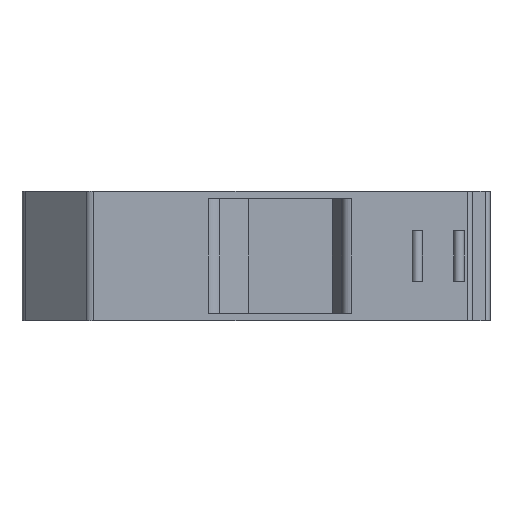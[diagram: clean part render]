
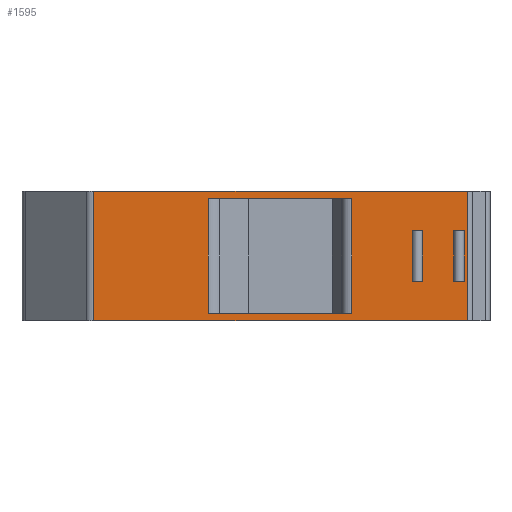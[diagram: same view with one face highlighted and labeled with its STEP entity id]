
A CAD part, left-side view. The second image highlights one B-rep face of the part: STEP entity #1595.
In plain terms, the highlighted planar face has unit normal (-1, 0, 0).
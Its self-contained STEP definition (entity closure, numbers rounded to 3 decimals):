
#28=DIRECTION('',(0.,-1.,0.));
#29=VECTOR('',#28,72.013);
#30=CARTESIAN_POINT('',(-41.609,66.832,-12.5));
#31=LINE('',#30,#29);
#299=DIRECTION('',(0.,0.,1.));
#300=VECTOR('',#299,25.);
#301=CARTESIAN_POINT('',(-41.609,-5.181,-12.5));
#302=LINE('',#301,#300);
#303=DIRECTION('',(0.,0.,1.));
#304=VECTOR('',#303,25.);
#305=CARTESIAN_POINT('',(-41.609,66.832,-12.5));
#306=LINE('',#305,#304);
#307=DIRECTION('',(0.,1.,0.));
#308=VECTOR('',#307,27.611);
#309=CARTESIAN_POINT('',(-41.609,17.141,-11.));
#310=LINE('',#309,#308);
#311=DIRECTION('',(0.,0.,1.));
#312=VECTOR('',#311,22.);
#313=CARTESIAN_POINT('',(-41.609,17.141,-11.));
#314=LINE('',#313,#312);
#315=DIRECTION('',(0.,1.,0.));
#316=VECTOR('',#315,27.611);
#317=CARTESIAN_POINT('',(-41.609,17.141,11.));
#318=LINE('',#317,#316);
#319=DIRECTION('',(0.,0.,1.));
#320=VECTOR('',#319,22.);
#321=CARTESIAN_POINT('',(-41.609,44.752,-11.));
#322=LINE('',#321,#320);
#323=DIRECTION('',(0.,1.,0.));
#324=VECTOR('',#323,2.);
#325=CARTESIAN_POINT('',(-41.609,-4.5,-4.9));
#326=LINE('',#325,#324);
#327=DIRECTION('',(0.,0.,1.));
#328=VECTOR('',#327,9.8);
#329=CARTESIAN_POINT('',(-41.609,-4.5,-4.9));
#330=LINE('',#329,#328);
#331=DIRECTION('',(0.,1.,0.));
#332=VECTOR('',#331,2.);
#333=CARTESIAN_POINT('',(-41.609,-4.5,4.9));
#334=LINE('',#333,#332);
#335=DIRECTION('',(0.,0.,1.));
#336=VECTOR('',#335,9.8);
#337=CARTESIAN_POINT('',(-41.609,-2.5,-4.9));
#338=LINE('',#337,#336);
#339=DIRECTION('',(0.,1.,0.));
#340=VECTOR('',#339,2.);
#341=CARTESIAN_POINT('',(-41.609,3.5,-4.9));
#342=LINE('',#341,#340);
#343=DIRECTION('',(0.,0.,1.));
#344=VECTOR('',#343,9.8);
#345=CARTESIAN_POINT('',(-41.609,3.5,-4.9));
#346=LINE('',#345,#344);
#347=DIRECTION('',(0.,1.,0.));
#348=VECTOR('',#347,2.);
#349=CARTESIAN_POINT('',(-41.609,3.5,4.9));
#350=LINE('',#349,#348);
#351=DIRECTION('',(0.,0.,1.));
#352=VECTOR('',#351,9.8);
#353=CARTESIAN_POINT('',(-41.609,5.5,-4.9));
#354=LINE('',#353,#352);
#530=DIRECTION('',(0.,-1.,0.));
#531=VECTOR('',#530,72.013);
#532=CARTESIAN_POINT('',(-41.609,66.832,12.5));
#533=LINE('',#532,#531);
#793=CARTESIAN_POINT('',(-41.609,66.832,-12.5));
#794=VERTEX_POINT('',#793);
#795=CARTESIAN_POINT('',(-41.609,-5.181,-12.5));
#796=VERTEX_POINT('',#795);
#867=CARTESIAN_POINT('',(-41.609,66.832,12.5));
#868=VERTEX_POINT('',#867);
#869=CARTESIAN_POINT('',(-41.609,-5.181,12.5));
#870=VERTEX_POINT('',#869);
#977=CARTESIAN_POINT('',(-41.609,17.141,-11.));
#978=CARTESIAN_POINT('',(-41.609,44.752,-11.));
#979=VERTEX_POINT('',#977);
#980=VERTEX_POINT('',#978);
#981=CARTESIAN_POINT('',(-41.609,17.141,11.));
#982=CARTESIAN_POINT('',(-41.609,44.752,11.));
#983=VERTEX_POINT('',#981);
#984=VERTEX_POINT('',#982);
#1009=CARTESIAN_POINT('',(-41.609,-4.5,-4.9));
#1010=CARTESIAN_POINT('',(-41.609,-2.5,-4.9));
#1011=VERTEX_POINT('',#1009);
#1012=VERTEX_POINT('',#1010);
#1013=CARTESIAN_POINT('',(-41.609,3.5,-4.9));
#1014=CARTESIAN_POINT('',(-41.609,5.5,-4.9));
#1015=VERTEX_POINT('',#1013);
#1016=VERTEX_POINT('',#1014);
#1017=CARTESIAN_POINT('',(-41.609,-4.5,4.9));
#1018=CARTESIAN_POINT('',(-41.609,-2.5,4.9));
#1019=VERTEX_POINT('',#1017);
#1020=VERTEX_POINT('',#1018);
#1021=CARTESIAN_POINT('',(-41.609,3.5,4.9));
#1022=CARTESIAN_POINT('',(-41.609,5.5,4.9));
#1023=VERTEX_POINT('',#1021);
#1024=VERTEX_POINT('',#1022);
#1552=CARTESIAN_POINT('',(-41.609,66.832,-12.5));
#1553=DIRECTION('',(-1.,0.,0.));
#1554=DIRECTION('',(0.,-1.,0.));
#1555=AXIS2_PLACEMENT_3D('',#1552,#1553,#1554);
#1556=PLANE('',#1555);
#1557=ORIENTED_EDGE('',*,*,#1042,.F.);
#1559=ORIENTED_EDGE('',*,*,#1558,.T.);
#1561=ORIENTED_EDGE('',*,*,#1560,.T.);
#1562=ORIENTED_EDGE('',*,*,#1544,.F.);
#1563=EDGE_LOOP('',(#1557,#1559,#1561,#1562));
#1564=FACE_OUTER_BOUND('',#1563,.F.);
#1566=ORIENTED_EDGE('',*,*,#1565,.F.);
#1568=ORIENTED_EDGE('',*,*,#1567,.T.);
#1570=ORIENTED_EDGE('',*,*,#1569,.T.);
#1572=ORIENTED_EDGE('',*,*,#1571,.F.);
#1573=EDGE_LOOP('',(#1566,#1568,#1570,#1572));
#1574=FACE_BOUND('',#1573,.F.);
#1576=ORIENTED_EDGE('',*,*,#1575,.F.);
#1578=ORIENTED_EDGE('',*,*,#1577,.T.);
#1580=ORIENTED_EDGE('',*,*,#1579,.T.);
#1582=ORIENTED_EDGE('',*,*,#1581,.F.);
#1583=EDGE_LOOP('',(#1576,#1578,#1580,#1582));
#1584=FACE_BOUND('',#1583,.F.);
#1586=ORIENTED_EDGE('',*,*,#1585,.F.);
#1588=ORIENTED_EDGE('',*,*,#1587,.T.);
#1590=ORIENTED_EDGE('',*,*,#1589,.T.);
#1592=ORIENTED_EDGE('',*,*,#1591,.F.);
#1593=EDGE_LOOP('',(#1586,#1588,#1590,#1592));
#1594=FACE_BOUND('',#1593,.F.);
#1595=ADVANCED_FACE('',(#1564,#1574,#1584,#1594),#1556,.T.);
#1042=EDGE_CURVE('',#794,#796,#31,.T.);
#1544=EDGE_CURVE('',#796,#870,#302,.T.);
#1558=EDGE_CURVE('',#794,#868,#306,.T.);
#1560=EDGE_CURVE('',#868,#870,#533,.T.);
#1565=EDGE_CURVE('',#979,#980,#310,.T.);
#1567=EDGE_CURVE('',#979,#983,#314,.T.);
#1569=EDGE_CURVE('',#983,#984,#318,.T.);
#1571=EDGE_CURVE('',#980,#984,#322,.T.);
#1575=EDGE_CURVE('',#1011,#1012,#326,.T.);
#1577=EDGE_CURVE('',#1011,#1019,#330,.T.);
#1579=EDGE_CURVE('',#1019,#1020,#334,.T.);
#1581=EDGE_CURVE('',#1012,#1020,#338,.T.);
#1585=EDGE_CURVE('',#1015,#1016,#342,.T.);
#1587=EDGE_CURVE('',#1015,#1023,#346,.T.);
#1589=EDGE_CURVE('',#1023,#1024,#350,.T.);
#1591=EDGE_CURVE('',#1016,#1024,#354,.T.);
